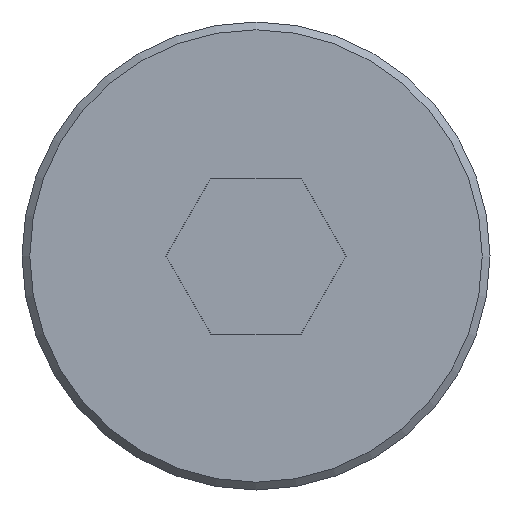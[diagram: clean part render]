
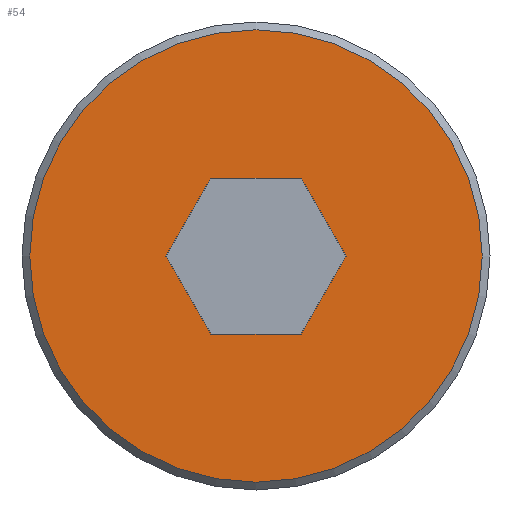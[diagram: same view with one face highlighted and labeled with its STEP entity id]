
A CAD part, left-side view. The second image highlights one B-rep face of the part: STEP entity #54.
In plain terms, the highlighted planar face has unit normal (-1, 0, 0).
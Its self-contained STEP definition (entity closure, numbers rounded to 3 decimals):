
#54 = ADVANCED_FACE( '', ( #122, #123 ), #124, .F. );
#122 = FACE_OUTER_BOUND( '', #209, .T. );
#123 = FACE_BOUND( '', #210, .T. );
#124 = PLANE( '', #211 );
#209 = EDGE_LOOP( '', ( #301 ) );
#210 = EDGE_LOOP( '', ( #302, #303, #304, #305, #306, #307 ) );
#211 = AXIS2_PLACEMENT_3D( '', #308, #309, #310 );
#301 = ORIENTED_EDGE( '', *, *, #440, .F. );
#302 = ORIENTED_EDGE( '', *, *, #441, .T. );
#303 = ORIENTED_EDGE( '', *, *, #442, .T. );
#304 = ORIENTED_EDGE( '', *, *, #443, .T. );
#305 = ORIENTED_EDGE( '', *, *, #444, .T. );
#306 = ORIENTED_EDGE( '', *, *, #445, .T. );
#307 = ORIENTED_EDGE( '', *, *, #432, .T. );
#308 = CARTESIAN_POINT( '', ( 0., 0., 0. ) );
#309 = DIRECTION( '', ( 1., 0., 0. ) );
#310 = DIRECTION( '', ( 0., 1., 0. ) );
#432 = EDGE_CURVE( '', #489, #490, #491, .T. );
#440 = EDGE_CURVE( '', #503, #503, #504, .T. );
#441 = EDGE_CURVE( '', #490, #505, #506, .T. );
#442 = EDGE_CURVE( '', #505, #507, #508, .T. );
#443 = EDGE_CURVE( '', #507, #509, #510, .T. );
#444 = EDGE_CURVE( '', #509, #511, #512, .T. );
#445 = EDGE_CURVE( '', #511, #489, #513, .T. );
#489 = VERTEX_POINT( '', #569 );
#490 = VERTEX_POINT( '', #570 );
#491 = LINE( '', #571, #572 );
#503 = VERTEX_POINT( '', #587 );
#504 = CIRCLE( '', #588, 14.5 );
#505 = VERTEX_POINT( '', #589 );
#506 = LINE( '', #590, #591 );
#507 = VERTEX_POINT( '', #592 );
#508 = LINE( '', #593, #594 );
#509 = VERTEX_POINT( '', #595 );
#510 = LINE( '', #596, #597 );
#511 = VERTEX_POINT( '', #598 );
#512 = LINE( '', #599, #600 );
#513 = LINE( '', #601, #602 );
#569 = CARTESIAN_POINT( '', ( 0., 5.774, 0. ) );
#570 = CARTESIAN_POINT( '', ( 0., 2.887, 5. ) );
#571 = CARTESIAN_POINT( '', ( 0., 5.774, 0. ) );
#572 = VECTOR( '', #667, 1000. );
#587 = CARTESIAN_POINT( '', ( 0., 14.5, 0. ) );
#588 = AXIS2_PLACEMENT_3D( '', #677, #678, #679 );
#589 = CARTESIAN_POINT( '', ( 0., -2.887, 5. ) );
#590 = CARTESIAN_POINT( '', ( 0., 2.887, 5. ) );
#591 = VECTOR( '', #680, 1000. );
#592 = CARTESIAN_POINT( '', ( 0., -5.774, 0. ) );
#593 = CARTESIAN_POINT( '', ( 0., -2.887, 5. ) );
#594 = VECTOR( '', #681, 1000. );
#595 = CARTESIAN_POINT( '', ( 0., -2.887, -5. ) );
#596 = CARTESIAN_POINT( '', ( 0., -5.774, 0. ) );
#597 = VECTOR( '', #682, 1000. );
#598 = CARTESIAN_POINT( '', ( 0., 2.887, -5. ) );
#599 = CARTESIAN_POINT( '', ( 0., -2.887, -5. ) );
#600 = VECTOR( '', #683, 1000. );
#601 = CARTESIAN_POINT( '', ( 0., 2.887, -5. ) );
#602 = VECTOR( '', #684, 1000. );
#667 = DIRECTION( '', ( 0., -0.5, 0.866 ) );
#677 = CARTESIAN_POINT( '', ( 0., 0., 0. ) );
#678 = DIRECTION( '', ( 1., 0., 0. ) );
#679 = DIRECTION( '', ( 0., 1., 0. ) );
#680 = DIRECTION( '', ( 0., -1., 0. ) );
#681 = DIRECTION( '', ( 0., -0.5, -0.866 ) );
#682 = DIRECTION( '', ( 0., 0.5, -0.866 ) );
#683 = DIRECTION( '', ( 0., 1., 0. ) );
#684 = DIRECTION( '', ( 0., 0.5, 0.866 ) );
